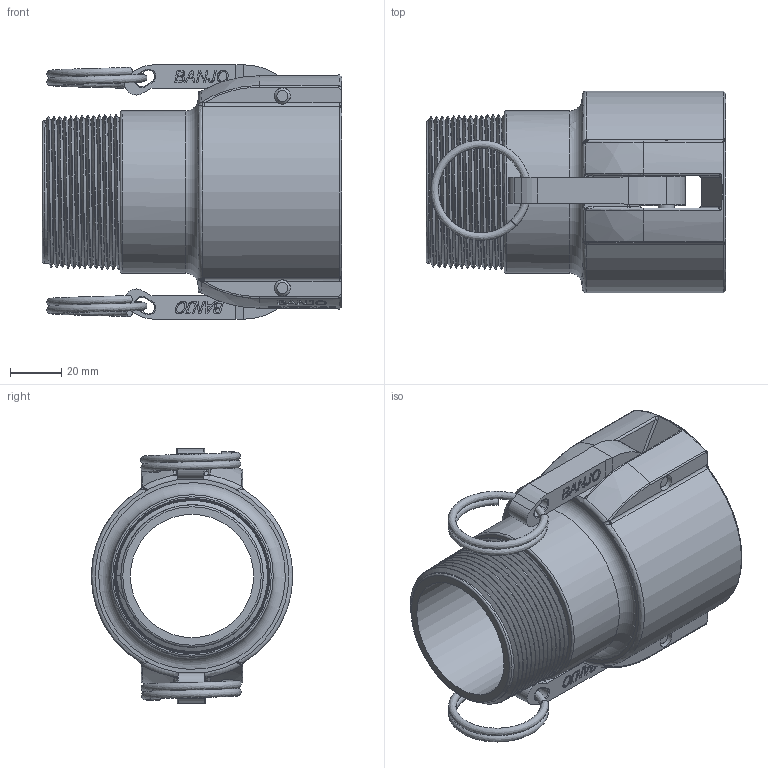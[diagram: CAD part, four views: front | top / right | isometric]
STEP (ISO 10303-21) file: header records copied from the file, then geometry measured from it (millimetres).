
FILE_DESCRIPTION(/* description */ ('2" Female Coupler x male threads molded'),/* implementation_level */ '2;1');
FILE_NAME(/* name */ '201B.stp',/* time_stamp */ '2016-09-22T11:45:14-04:00',/* author */ ('ALR'),/* organization */ (''),/* preprocessor_version */ 'ST-DEVELOPER v16.1',/* originating_system */ 'Autodesk Inventor 2016',/* authorisation */ '');
FILE_SCHEMA (('AUTOMOTIVE_DESIGN { 1 0 10303 214 3 1 1 }'));
Length unit declared in the file: inch
Products named in the file (7): 201XB; 200G; 200P; 150(200)XK; 150RING; 150(200)K; 201B
Assembly tree (8 placements, depth 3):
  201B
    201XB
    200G
    200P  x2
    150(200)K  x2
      150(200)XK
      150RING
Bounding box: 117.09 x 78.74 x 99.44 mm (x, y, z)
Volume: 206220 mm3; surface area: 77343.2 mm2
Topology: 8 solids, 8 shells, 922 faces, 2408 edges, 1561 vertices
Faces by surface type: plane 405, bspline 353, cylinder 110, cone 38, torus 16
Full cylindrical faces by diameter (mm): 6.325 x2, 6.35 x4, 6.553 x2, 48.26 x1, 50.8 x1, 63.5 x1, 64.135 x1, 66.675 x1, 67.691 x1
Entity records: 64369 total; most frequent: CARTESIAN_POINT 49220, ORIENTED_EDGE 3584, DIRECTION 2173, EDGE_CURVE 1792, VERTEX_POINT 1176, LINE 819, VECTOR 819, EDGE_LOOP 794
